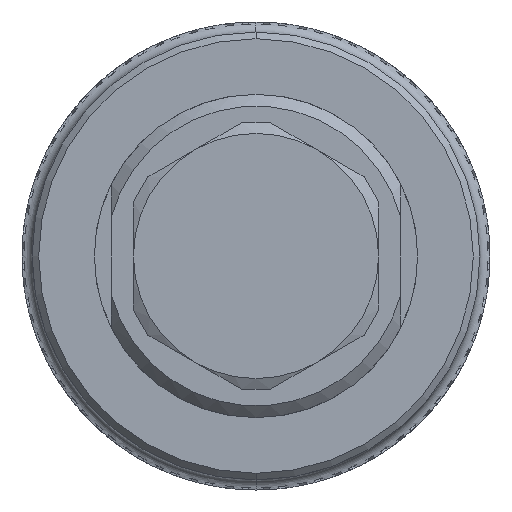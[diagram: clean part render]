
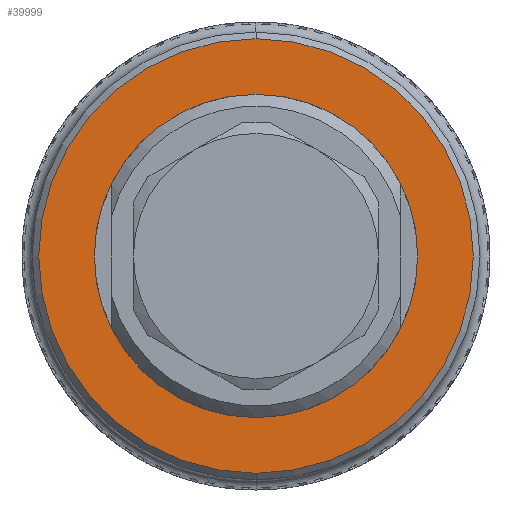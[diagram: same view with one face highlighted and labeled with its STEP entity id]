
A CAD part, front view. The second image highlights one B-rep face of the part: STEP entity #39999.
In plain terms, the highlighted planar face has unit normal (0, -1, 0).
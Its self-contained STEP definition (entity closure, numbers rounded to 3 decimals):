
#546=CARTESIAN_POINT('',(0.,0.35,0.));
#547=DIRECTION('',(0.,1.,0.));
#548=DIRECTION('',(0.,0.,-1.));
#549=AXIS2_PLACEMENT_3D('',#546,#547,#548);
#551=CARTESIAN_POINT('',(0.,0.35,0.));
#552=DIRECTION('',(0.,-1.,0.));
#553=DIRECTION('',(0.,0.,-1.));
#554=AXIS2_PLACEMENT_3D('',#551,#552,#553);
#556=CARTESIAN_POINT('',(0.,0.35,0.));
#557=DIRECTION('',(0.,1.,0.));
#558=DIRECTION('',(0.,0.,-1.));
#559=AXIS2_PLACEMENT_3D('',#556,#557,#558);
#561=CARTESIAN_POINT('',(0.,0.35,0.));
#562=DIRECTION('',(0.,1.,0.));
#563=DIRECTION('',(0.,0.,1.));
#564=AXIS2_PLACEMENT_3D('',#561,#562,#563);
#35526=CARTESIAN_POINT('',(0.,0.35,-7.25));
#35528=VERTEX_POINT('',#35526);
#35530=CARTESIAN_POINT('',(0.,0.35,7.25));
#35532=VERTEX_POINT('',#35530);
#39285=CARTESIAN_POINT('',(0.,0.35,-9.75));
#39286=CARTESIAN_POINT('',(0.,0.35,9.75));
#39287=VERTEX_POINT('',#39285);
#39288=VERTEX_POINT('',#39286);
#39984=CARTESIAN_POINT('',(0.,0.35,0.));
#39985=DIRECTION('',(0.,1.,0.));
#39986=DIRECTION('',(0.,0.,-1.));
#39987=AXIS2_PLACEMENT_3D('',#39984,#39985,#39986);
#39988=PLANE('',#39987);
#39990=ORIENTED_EDGE('',*,*,#39989,.T.);
#39992=ORIENTED_EDGE('',*,*,#39991,.T.);
#39993=EDGE_LOOP('',(#39990,#39992));
#39994=FACE_OUTER_BOUND('',#39993,.F.);
#39995=ORIENTED_EDGE('',*,*,#39935,.F.);
#39996=ORIENTED_EDGE('',*,*,#39879,.T.);
#39997=EDGE_LOOP('',(#39995,#39996));
#39998=FACE_BOUND('',#39997,.F.);
#550=CIRCLE('',#549,7.25);
#555=CIRCLE('',#554,7.25);
#560=CIRCLE('',#559,9.75);
#565=CIRCLE('',#564,9.75);
#39879=EDGE_CURVE('',#35528,#35532,#555,.T.);
#39935=EDGE_CURVE('',#35528,#35532,#550,.T.);
#39989=EDGE_CURVE('',#39287,#39288,#560,.T.);
#39991=EDGE_CURVE('',#39288,#39287,#565,.T.);
#39999=ADVANCED_FACE('',(#39994,#39998),#39988,.F.);
